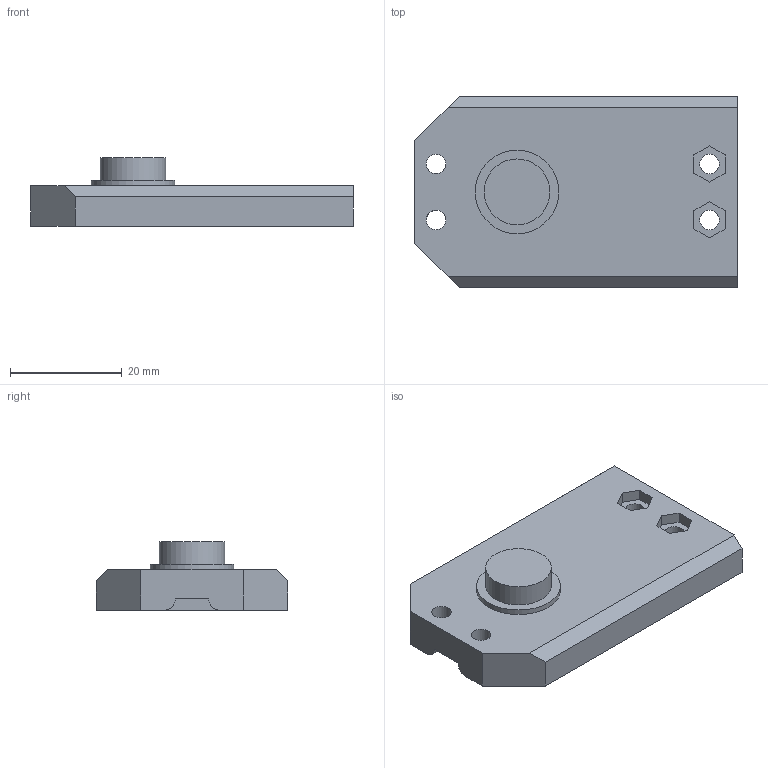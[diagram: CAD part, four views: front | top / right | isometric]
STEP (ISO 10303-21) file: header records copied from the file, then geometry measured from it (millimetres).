
FILE_DESCRIPTION(/* description */ (''),/* implementation_level */ '2;1');
FILE_NAME(/* name */ 'AM_Base_Link_Bearing.stp',/* time_stamp */ '2024-11-03T10:24:26-05:00',/* author */ ('yulio'),/* organization */ (''),/* preprocessor_version */ 'ST-DEVELOPER v20',/* originating_system */ 'Autodesk Inventor 2024',/* authorisation */ '');
FILE_SCHEMA (('AUTOMOTIVE_DESIGN { 1 0 10303 214 3 1 1 }'));
Length unit declared in the file: millimetre
Products named in the file (1): baseEslabon2_v2
Bounding box: 57.85 x 34.3 x 12.24 mm (x, y, z)
Volume: 9736.4 mm3; surface area: 6039.7 mm2
Topology: 1 solids, 1 shells, 44 faces, 118 edges, 79 vertices
Faces by surface type: plane 32, cylinder 12
Full cylindrical faces by diameter (mm): 3.5 x4, 11.8 x1, 15 x1
Entity records: 1480 total; most frequent: CARTESIAN_POINT 286, ORIENTED_EDGE 236, DIRECTION 230, EDGE_CURVE 118, LINE 92, VECTOR 92, VERTEX_POINT 78, AXIS2_PLACEMENT_3D 69
